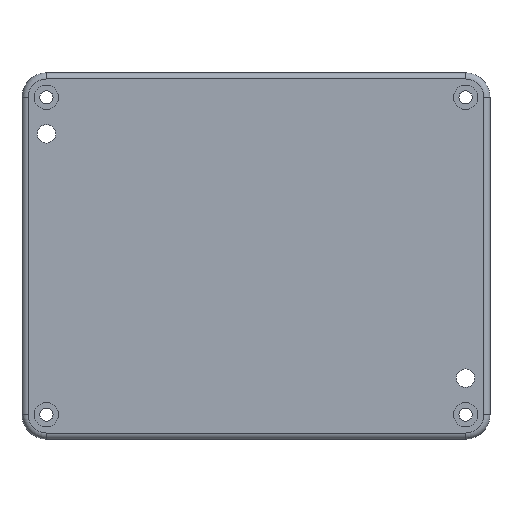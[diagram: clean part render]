
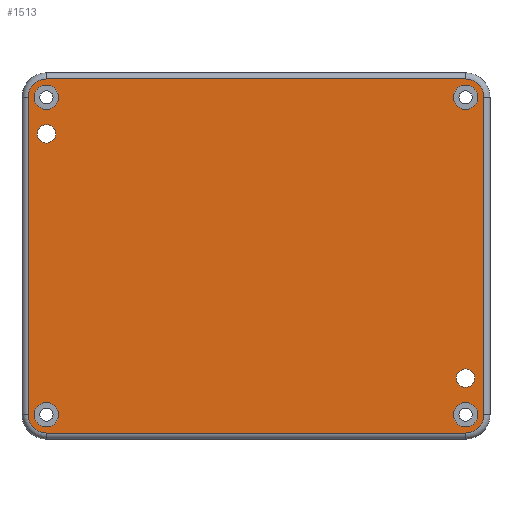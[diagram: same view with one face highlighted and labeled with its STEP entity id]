
A CAD part, front view. The second image highlights one B-rep face of the part: STEP entity #1513.
In plain terms, the highlighted planar face has unit normal (0, -1, 0).
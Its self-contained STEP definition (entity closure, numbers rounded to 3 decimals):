
#39=FACE_BOUND('',#271,.T.);
#40=FACE_BOUND('',#272,.T.);
#41=FACE_BOUND('',#273,.T.);
#42=FACE_BOUND('',#274,.T.);
#43=FACE_BOUND('',#275,.T.);
#44=FACE_BOUND('',#276,.T.);
#86=PLANE('',#1683);
#164=FACE_OUTER_BOUND('',#270,.T.);
#270=EDGE_LOOP('',(#1263,#1264,#1265,#1266,#1267,#1268,#1269,#1270));
#271=EDGE_LOOP('',(#1271));
#272=EDGE_LOOP('',(#1272));
#273=EDGE_LOOP('',(#1273));
#274=EDGE_LOOP('',(#1274));
#275=EDGE_LOOP('',(#1275));
#276=EDGE_LOOP('',(#1276));
#388=LINE('',#2495,#506);
#396=LINE('',#2528,#514);
#397=LINE('',#2531,#515);
#398=LINE('',#2532,#516);
#506=VECTOR('',#2072,1.);
#514=VECTOR('',#2106,1.);
#515=VECTOR('',#2109,1.);
#516=VECTOR('',#2110,1.);
#535=CIRCLE('',#1557,3.);
#541=CIRCLE('',#1566,3.);
#547=CIRCLE('',#1575,3.);
#553=CIRCLE('',#1584,3.);
#557=CIRCLE('',#1590,2.25);
#561=CIRCLE('',#1596,2.25);
#585=CIRCLE('',#1669,4.5);
#593=CIRCLE('',#1682,4.5);
#594=CIRCLE('',#1684,4.5);
#595=CIRCLE('',#1685,4.5);
#613=VERTEX_POINT('',#2185);
#619=VERTEX_POINT('',#2203);
#625=VERTEX_POINT('',#2221);
#631=VERTEX_POINT('',#2239);
#635=VERTEX_POINT('',#2251);
#639=VERTEX_POINT('',#2263);
#709=VERTEX_POINT('',#2485);
#710=VERTEX_POINT('',#2487);
#712=VERTEX_POINT('',#2493);
#721=VERTEX_POINT('',#2519);
#722=VERTEX_POINT('',#2521);
#723=VERTEX_POINT('',#2525);
#724=VERTEX_POINT('',#2527);
#725=VERTEX_POINT('',#2529);
#747=EDGE_CURVE('',#613,#613,#535,.T.);
#756=EDGE_CURVE('',#619,#619,#541,.T.);
#765=EDGE_CURVE('',#625,#625,#547,.T.);
#774=EDGE_CURVE('',#631,#631,#553,.T.);
#780=EDGE_CURVE('',#635,#635,#557,.T.);
#786=EDGE_CURVE('',#639,#639,#561,.T.);
#891=EDGE_CURVE('',#709,#710,#585,.T.);
#894=EDGE_CURVE('',#712,#710,#388,.T.);
#908=EDGE_CURVE('',#721,#722,#593,.T.);
#909=EDGE_CURVE('',#712,#723,#594,.T.);
#910=EDGE_CURVE('',#723,#724,#396,.T.);
#911=EDGE_CURVE('',#724,#725,#595,.T.);
#912=EDGE_CURVE('',#725,#721,#397,.T.);
#913=EDGE_CURVE('',#709,#722,#398,.T.);
#1263=ORIENTED_EDGE('',*,*,#891,.T.);
#1264=ORIENTED_EDGE('',*,*,#894,.F.);
#1265=ORIENTED_EDGE('',*,*,#909,.T.);
#1266=ORIENTED_EDGE('',*,*,#910,.T.);
#1267=ORIENTED_EDGE('',*,*,#911,.T.);
#1268=ORIENTED_EDGE('',*,*,#912,.T.);
#1269=ORIENTED_EDGE('',*,*,#908,.T.);
#1270=ORIENTED_EDGE('',*,*,#913,.F.);
#1271=ORIENTED_EDGE('',*,*,#786,.T.);
#1272=ORIENTED_EDGE('',*,*,#780,.T.);
#1273=ORIENTED_EDGE('',*,*,#774,.T.);
#1274=ORIENTED_EDGE('',*,*,#765,.T.);
#1275=ORIENTED_EDGE('',*,*,#756,.T.);
#1276=ORIENTED_EDGE('',*,*,#747,.T.);
#1513=ADVANCED_FACE('',(#164,#39,#40,#41,#42,#43,#44),#86,.T.);
#1557=AXIS2_PLACEMENT_3D('',#2186,#1747,#1748);
#1566=AXIS2_PLACEMENT_3D('',#2204,#1768,#1769);
#1575=AXIS2_PLACEMENT_3D('',#2222,#1789,#1790);
#1584=AXIS2_PLACEMENT_3D('',#2240,#1810,#1811);
#1590=AXIS2_PLACEMENT_3D('',#2252,#1824,#1825);
#1596=AXIS2_PLACEMENT_3D('',#2264,#1838,#1839);
#1669=AXIS2_PLACEMENT_3D('',#2489,#2065,#2066);
#1682=AXIS2_PLACEMENT_3D('',#2523,#2100,#2101);
#1683=AXIS2_PLACEMENT_3D('',#2524,#2102,#2103);
#1684=AXIS2_PLACEMENT_3D('',#2526,#2104,#2105);
#1685=AXIS2_PLACEMENT_3D('',#2530,#2107,#2108);
#1747=DIRECTION('center_axis',(0.,1.,0.));
#1748=DIRECTION('ref_axis',(1.,0.,0.));
#1768=DIRECTION('center_axis',(0.,1.,0.));
#1769=DIRECTION('ref_axis',(1.,0.,0.));
#1789=DIRECTION('center_axis',(0.,1.,0.));
#1790=DIRECTION('ref_axis',(1.,0.,0.));
#1810=DIRECTION('center_axis',(0.,1.,0.));
#1811=DIRECTION('ref_axis',(1.,0.,0.));
#1824=DIRECTION('center_axis',(0.,1.,0.));
#1825=DIRECTION('ref_axis',(1.,0.,0.));
#1838=DIRECTION('center_axis',(0.,1.,0.));
#1839=DIRECTION('ref_axis',(1.,0.,0.));
#2065=DIRECTION('center_axis',(0.,-1.,0.));
#2066=DIRECTION('ref_axis',(-1.,0.,0.));
#2072=DIRECTION('',(0.,0.,1.));
#2100=DIRECTION('center_axis',(0.,-1.,0.));
#2101=DIRECTION('ref_axis',(0.,0.,1.));
#2102=DIRECTION('center_axis',(0.,-1.,0.));
#2103=DIRECTION('ref_axis',(1.,0.,0.));
#2104=DIRECTION('center_axis',(0.,-1.,0.));
#2105=DIRECTION('ref_axis',(0.,0.,-1.));
#2106=DIRECTION('',(1.,0.,0.));
#2107=DIRECTION('center_axis',(0.,-1.,0.));
#2108=DIRECTION('ref_axis',(1.,0.,0.));
#2109=DIRECTION('',(0.,0.,1.));
#2110=DIRECTION('',(1.,0.,0.));
#2185=CARTESIAN_POINT('',(-54.5,-50.,-39.));
#2186=CARTESIAN_POINT('Origin',(-51.5,-50.,-39.));
#2203=CARTESIAN_POINT('',(-54.5,-50.,39.));
#2204=CARTESIAN_POINT('Origin',(-51.5,-50.,39.));
#2221=CARTESIAN_POINT('',(48.5,-50.,-39.));
#2222=CARTESIAN_POINT('Origin',(51.5,-50.,-39.));
#2239=CARTESIAN_POINT('',(48.5,-50.,39.));
#2240=CARTESIAN_POINT('Origin',(51.5,-50.,39.));
#2251=CARTESIAN_POINT('',(49.25,-50.,-30.));
#2252=CARTESIAN_POINT('Origin',(51.5,-50.,-30.));
#2263=CARTESIAN_POINT('',(-53.75,-50.,30.));
#2264=CARTESIAN_POINT('Origin',(-51.5,-50.,30.));
#2485=CARTESIAN_POINT('',(-51.5,-50.,43.5));
#2487=CARTESIAN_POINT('',(-56.,-50.,39.));
#2489=CARTESIAN_POINT('Origin',(-51.5,-50.,39.));
#2493=CARTESIAN_POINT('',(-56.,-50.,-39.));
#2495=CARTESIAN_POINT('',(-56.,-50.,-45.));
#2519=CARTESIAN_POINT('',(56.,-50.,39.));
#2521=CARTESIAN_POINT('',(51.5,-50.,43.5));
#2523=CARTESIAN_POINT('Origin',(51.5,-50.,39.));
#2524=CARTESIAN_POINT('Origin',(0.,-50.,-45.));
#2525=CARTESIAN_POINT('',(-51.5,-50.,-43.5));
#2526=CARTESIAN_POINT('Origin',(-51.5,-50.,-39.));
#2527=CARTESIAN_POINT('',(51.5,-50.,-43.5));
#2528=CARTESIAN_POINT('',(0.,-50.,-43.5));
#2529=CARTESIAN_POINT('',(56.,-50.,-39.));
#2530=CARTESIAN_POINT('Origin',(51.5,-50.,-39.));
#2531=CARTESIAN_POINT('',(56.,-50.,-45.));
#2532=CARTESIAN_POINT('',(-28.75,-50.,43.5));
